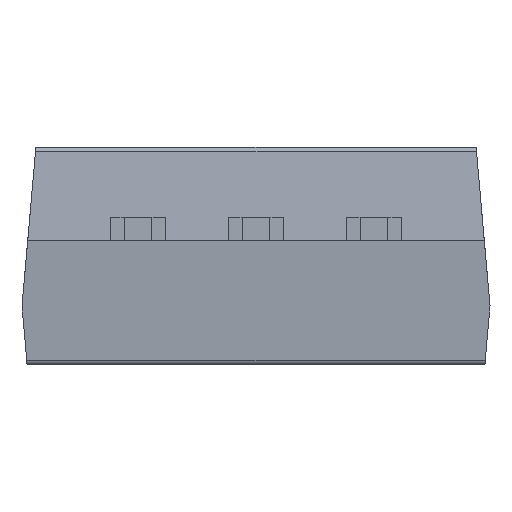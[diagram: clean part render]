
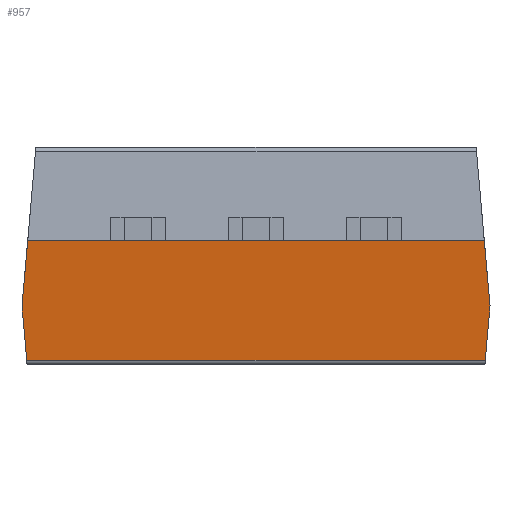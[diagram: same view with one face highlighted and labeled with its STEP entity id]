
A CAD part, front view. The second image highlights one B-rep face of the part: STEP entity #957.
In plain terms, the highlighted planar face has unit normal (0, -0.996, -0.087).
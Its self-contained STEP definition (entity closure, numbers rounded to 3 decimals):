
#24 = CARTESIAN_POINT ( 'NONE',  ( -9.996, -0.327, 2.69 ) ) ;
#91 = CARTESIAN_POINT ( 'NONE',  ( -9.997, -0.326, 2.679 ) ) ;
#93 = VERTEX_POINT ( 'NONE', #3173 ) ;
#129 = CARTESIAN_POINT ( 'NONE',  ( -0.124, -0.327, 2.69 ) ) ;
#146 = EDGE_CURVE ( 'NONE', #4675, #4302, #663, .T. ) ;
#214 = DIRECTION ( 'NONE',  ( 0.087, -0.087, 0.992 ) ) ;
#368 = VERTEX_POINT ( 'NONE', #24 ) ;
#582 = VECTOR ( 'NONE', #3314, 1000. ) ;
#606 = CARTESIAN_POINT ( 'NONE',  ( -10.243, -0.326, 2.679 ) ) ;
#663 = LINE ( 'NONE', #606, #1210 ) ;
#805 = VECTOR ( 'NONE', #4383, 1000. ) ;
#957 = ADVANCED_FACE ( 'NONE', ( #4975 ), #2539, .T. ) ;
#1210 = VECTOR ( 'NONE', #1489, 1000. ) ;
#1316 = ORIENTED_EDGE ( 'NONE', *, *, #4725, .F. ) ;
#1479 = CARTESIAN_POINT ( 'NONE',  ( -10.017, -0.1, 0.091 ) ) ;
#1489 = DIRECTION ( 'NONE',  ( 0.087, 0.087, -0.992 ) ) ;
#1515 = LINE ( 'NONE', #1574, #582 ) ;
#1574 = CARTESIAN_POINT ( 'NONE',  ( -10.12, -0.1, 0.091 ) ) ;
#1615 = VECTOR ( 'NONE', #3641, 1000. ) ;
#1655 = CARTESIAN_POINT ( 'NONE',  ( -10.12, -0.327, 2.69 ) ) ;
#1824 = EDGE_CURVE ( 'NONE', #368, #2402, #2814, .T. ) ;
#1928 = DIRECTION ( 'NONE',  ( 1., 0., 0. ) ) ;
#2015 = EDGE_CURVE ( 'NONE', #4302, #4160, #1515, .T. ) ;
#2283 = CARTESIAN_POINT ( 'NONE',  ( -0.103, -0.1, 0.091 ) ) ;
#2365 = LINE ( 'NONE', #4065, #1615 ) ;
#2402 = VERTEX_POINT ( 'NONE', #129 ) ;
#2539 = PLANE ( 'NONE',  #4356 ) ;
#2814 = LINE ( 'NONE', #3269, #3664 ) ;
#3081 = CARTESIAN_POINT ( 'NONE',  ( -10.12, -0.203, 1.27 ) ) ;
#3173 = CARTESIAN_POINT ( 'NONE',  ( 0., -0.203, 1.27 ) ) ;
#3195 = ORIENTED_EDGE ( 'NONE', *, *, #2015, .T. ) ;
#3224 = EDGE_LOOP ( 'NONE', ( #1316, #4010, #3195, #5488, #5209, #4610 ) ) ;
#3269 = CARTESIAN_POINT ( 'NONE',  ( -10.12, -0.327, 2.69 ) ) ;
#3314 = DIRECTION ( 'NONE',  ( 1., 0., 0. ) ) ;
#3528 = CARTESIAN_POINT ( 'NONE',  ( -0.2, -0.402, 3.551 ) ) ;
#3641 = DIRECTION ( 'NONE',  ( -0.087, 0.087, -0.992 ) ) ;
#3664 = VECTOR ( 'NONE', #1928, 1000. ) ;
#3703 = VECTOR ( 'NONE', #214, 1000. ) ;
#3844 = DIRECTION ( 'NONE',  ( 0., 0.087, -0.996 ) ) ;
#3846 = LINE ( 'NONE', #3528, #805 ) ;
#4010 = ORIENTED_EDGE ( 'NONE', *, *, #146, .T. ) ;
#4065 = CARTESIAN_POINT ( 'NONE',  ( 0.047, -0.25, 1.807 ) ) ;
#4160 = VERTEX_POINT ( 'NONE', #2283 ) ;
#4302 = VERTEX_POINT ( 'NONE', #1479 ) ;
#4356 = AXIS2_PLACEMENT_3D ( 'NONE', #1655, #4636, #3844 ) ;
#4379 = EDGE_CURVE ( 'NONE', #93, #4160, #2365, .T. ) ;
#4383 = DIRECTION ( 'NONE',  ( -0.087, -0.087, 0.992 ) ) ;
#4555 = EDGE_CURVE ( 'NONE', #93, #2402, #3846, .T. ) ;
#4610 = ORIENTED_EDGE ( 'NONE', *, *, #1824, .F. ) ;
#4636 = DIRECTION ( 'NONE',  ( 0., -0.996, -0.087 ) ) ;
#4675 = VERTEX_POINT ( 'NONE', #3081 ) ;
#4725 = EDGE_CURVE ( 'NONE', #4675, #368, #4839, .T. ) ;
#4839 = LINE ( 'NONE', #91, #3703 ) ;
#4975 = FACE_OUTER_BOUND ( 'NONE', #3224, .T. ) ;
#5209 = ORIENTED_EDGE ( 'NONE', *, *, #4555, .T. ) ;
#5488 = ORIENTED_EDGE ( 'NONE', *, *, #4379, .F. ) ;
